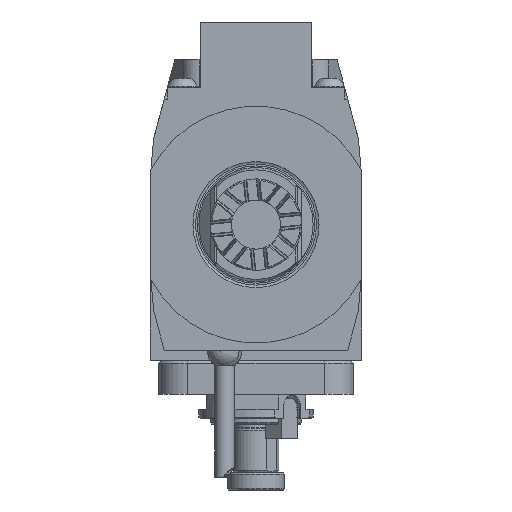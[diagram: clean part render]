
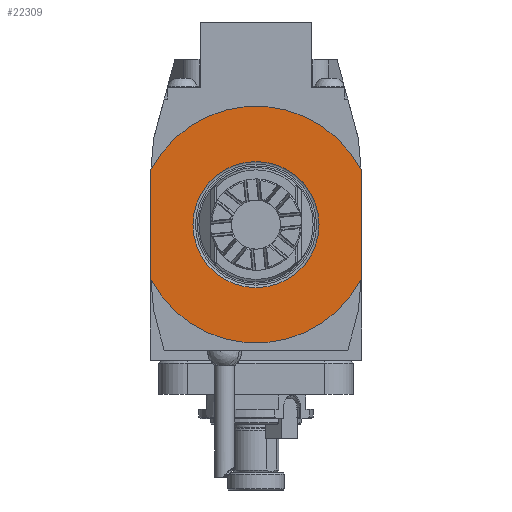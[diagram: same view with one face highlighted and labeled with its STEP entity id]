
A CAD part, front view. The second image highlights one B-rep face of the part: STEP entity #22309.
In plain terms, the highlighted planar face has unit normal (0, -1, 0).
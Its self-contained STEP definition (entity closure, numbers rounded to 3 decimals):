
#1571 = ORIENTED_EDGE ( 'NONE', *, *, #14319, .F. ) ;
#1594 = DIRECTION ( 'NONE',  ( 0., 0., -1. ) ) ;
#1736 = VECTOR ( 'NONE', #1764, 1000. ) ;
#1764 = DIRECTION ( 'NONE',  ( -0.087, 0., -0.996 ) ) ;
#2070 = VERTEX_POINT ( 'NONE', #18157 ) ;
#2272 = ORIENTED_EDGE ( 'NONE', *, *, #15832, .T. ) ;
#2511 = ORIENTED_EDGE ( 'NONE', *, *, #25701, .F. ) ;
#2902 = CARTESIAN_POINT ( 'NONE',  ( 38.213, -100., 3.343 ) ) ;
#3173 = CARTESIAN_POINT ( 'NONE',  ( 36.833, -100., 19.12 ) ) ;
#3385 = CARTESIAN_POINT ( 'NONE',  ( 37., -100., -17.21 ) ) ;
#3406 = FACE_OUTER_BOUND ( 'NONE', #16244, .T. ) ;
#3487 = CARTESIAN_POINT ( 'NONE',  ( -37., -100., 17.21 ) ) ;
#3689 = DIRECTION ( 'NONE',  ( 0., 1., 0. ) ) ;
#4483 = DIRECTION ( 'NONE',  ( 0., 0., 1. ) ) ;
#4485 = VERTEX_POINT ( 'NONE', #3487 ) ;
#4595 = ORIENTED_EDGE ( 'NONE', *, *, #24190, .T. ) ;
#4667 = AXIS2_PLACEMENT_3D ( 'NONE', #12519, #29344, #8023 ) ;
#5093 = EDGE_CURVE ( 'NONE', #29726, #4485, #29824, .T. ) ;
#5117 = CARTESIAN_POINT ( 'NONE',  ( 0., -100., 22.095 ) ) ;
#5571 = DIRECTION ( 'NONE',  ( 0., 0., -1. ) ) ;
#6180 = ORIENTED_EDGE ( 'NONE', *, *, #19815, .F. ) ;
#7362 = VERTEX_POINT ( 'NONE', #5117 ) ;
#8023 = DIRECTION ( 'NONE',  ( 0., 0., -1. ) ) ;
#8321 = CARTESIAN_POINT ( 'NONE',  ( 0., -100., 0. ) ) ;
#8432 = CARTESIAN_POINT ( 'NONE',  ( 37., -100., 17.21 ) ) ;
#9475 = CARTESIAN_POINT ( 'NONE',  ( 0., -100., 0. ) ) ;
#9639 = CARTESIAN_POINT ( 'NONE',  ( -35.867, -100., -30.155 ) ) ;
#9676 = CARTESIAN_POINT ( 'NONE',  ( 37., -100., 0. ) ) ;
#10072 = DIRECTION ( 'NONE',  ( 0.087, 0., -0.996 ) ) ;
#10923 = LINE ( 'NONE', #15726, #18177 ) ;
#12519 = CARTESIAN_POINT ( 'NONE',  ( 0., -100., 0. ) ) ;
#12601 = PLANE ( 'NONE',  #20626 ) ;
#12699 = VECTOR ( 'NONE', #19049, 1000. ) ;
#13173 = ORIENTED_EDGE ( 'NONE', *, *, #27063, .F. ) ;
#13800 = VERTEX_POINT ( 'NONE', #8432 ) ;
#14278 = EDGE_CURVE ( 'NONE', #20367, #4485, #22172, .T. ) ;
#14319 = EDGE_CURVE ( 'NONE', #29726, #28489, #19133, .T. ) ;
#14414 = CARTESIAN_POINT ( 'NONE',  ( -36.833, -100., -19.12 ) ) ;
#15611 = CARTESIAN_POINT ( 'NONE',  ( -37., -100., -17.21 ) ) ;
#15638 = VECTOR ( 'NONE', #29043, 1000. ) ;
#15726 = CARTESIAN_POINT ( 'NONE',  ( 38.213, -100., -3.343 ) ) ;
#15832 = EDGE_CURVE ( 'NONE', #2070, #16814, #10923, .T. ) ;
#15947 = DIRECTION ( 'NONE',  ( 0., 1., 0. ) ) ;
#16116 = CARTESIAN_POINT ( 'NONE',  ( -36.833, -100., 19.12 ) ) ;
#16165 = EDGE_LOOP ( 'NONE', ( #2511 ) ) ;
#16244 = EDGE_LOOP ( 'NONE', ( #6180, #13173, #2272, #4595, #24130, #1571, #18072, #30613 ) ) ;
#16406 = LINE ( 'NONE', #9676, #12699 ) ;
#16814 = VERTEX_POINT ( 'NONE', #3385 ) ;
#18072 = ORIENTED_EDGE ( 'NONE', *, *, #5093, .T. ) ;
#18157 = CARTESIAN_POINT ( 'NONE',  ( 36.833, -100., -19.12 ) ) ;
#18177 = VECTOR ( 'NONE', #30358, 1000. ) ;
#19049 = DIRECTION ( 'NONE',  ( 0., 0., 1. ) ) ;
#19133 = CIRCLE ( 'NONE', #4667, 41.5 ) ;
#19815 = EDGE_CURVE ( 'NONE', #29646, #20367, #21333, .T. ) ;
#20177 = CARTESIAN_POINT ( 'NONE',  ( -35.867, -100., 30.155 ) ) ;
#20367 = VERTEX_POINT ( 'NONE', #15611 ) ;
#20626 = AXIS2_PLACEMENT_3D ( 'NONE', #22558, #3689, #5571 ) ;
#21333 = LINE ( 'NONE', #9639, #21799 ) ;
#21633 = DIRECTION ( 'NONE',  ( -0.087, 0., 0.996 ) ) ;
#21799 = VECTOR ( 'NONE', #21633, 1000. ) ;
#21925 = LINE ( 'NONE', #2902, #27253 ) ;
#22172 = LINE ( 'NONE', #24360, #15638 ) ;
#22250 = AXIS2_PLACEMENT_3D ( 'NONE', #9475, #28493, #4483 ) ;
#22309 = ADVANCED_FACE ( 'Defeature completata1_226', ( #3406, #27106 ), #12601, .F. ) ;
#22558 = CARTESIAN_POINT ( 'NONE',  ( 0., -100., 22.15 ) ) ;
#23311 = CIRCLE ( 'NONE', #26315, 41.5 ) ;
#24130 = ORIENTED_EDGE ( 'NONE', *, *, #30484, .F. ) ;
#24190 = EDGE_CURVE ( 'NONE', #16814, #13800, #16406, .T. ) ;
#24360 = CARTESIAN_POINT ( 'NONE',  ( -37., -100., 0. ) ) ;
#25701 = EDGE_CURVE ( 'NONE', #7362, #7362, #30714, .T. ) ;
#26315 = AXIS2_PLACEMENT_3D ( 'NONE', #8321, #15947, #1594 ) ;
#27063 = EDGE_CURVE ( 'NONE', #2070, #29646, #23311, .T. ) ;
#27106 = FACE_BOUND ( 'NONE', #16165, .T. ) ;
#27253 = VECTOR ( 'NONE', #10072, 1000. ) ;
#28489 = VERTEX_POINT ( 'NONE', #3173 ) ;
#28493 = DIRECTION ( 'NONE',  ( 0., -1., 0. ) ) ;
#29043 = DIRECTION ( 'NONE',  ( 0., 0., 1. ) ) ;
#29344 = DIRECTION ( 'NONE',  ( 0., 1., 0. ) ) ;
#29646 = VERTEX_POINT ( 'NONE', #14414 ) ;
#29726 = VERTEX_POINT ( 'NONE', #16116 ) ;
#29824 = LINE ( 'NONE', #20177, #1736 ) ;
#30358 = DIRECTION ( 'NONE',  ( 0.087, 0., 0.996 ) ) ;
#30484 = EDGE_CURVE ( 'NONE', #28489, #13800, #21925, .T. ) ;
#30613 = ORIENTED_EDGE ( 'NONE', *, *, #14278, .F. ) ;
#30714 = CIRCLE ( 'NONE', #22250, 22.095 ) ;
